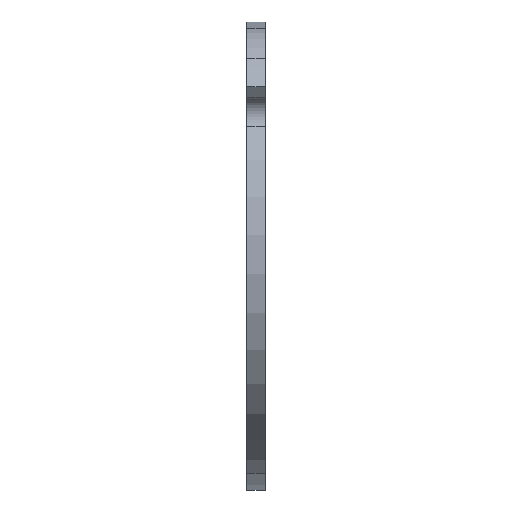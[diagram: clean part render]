
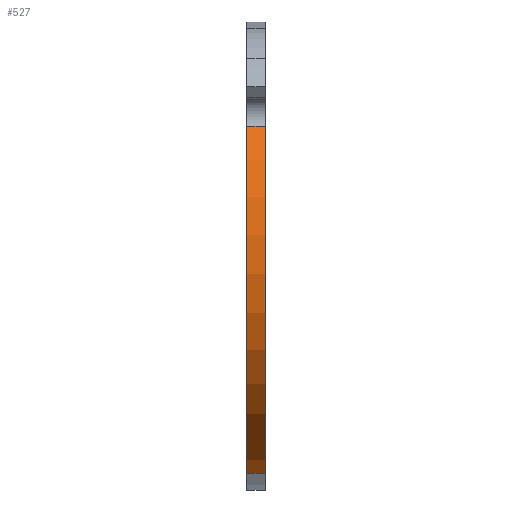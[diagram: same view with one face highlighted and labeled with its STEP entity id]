
A CAD part, front view. The second image highlights one B-rep face of the part: STEP entity #527.
In plain terms, the highlighted cylindrical face has radius 36 mm (diameter 72 mm), a partial arc.
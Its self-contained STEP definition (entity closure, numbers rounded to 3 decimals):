
#73 = PLANE('',#74);
#74 = AXIS2_PLACEMENT_3D('',#75,#76,#77);
#75 = CARTESIAN_POINT('',(37.,-10.,33.));
#76 = DIRECTION('',(1.,0.,0.));
#77 = DIRECTION('',(0.,-0.617,0.787)
  );
#128 = PLANE('',#129);
#129 = AXIS2_PLACEMENT_3D('',#130,#131,#132);
#130 = CARTESIAN_POINT('',(34.,-10.,33.));
#131 = DIRECTION('',(1.,0.,0.));
#132 = DIRECTION('',(0.,-0.617,0.787)
  );
#417 = CYLINDRICAL_SURFACE('',#418,3.);
#418 = AXIS2_PLACEMENT_3D('',#419,#420,#421);
#419 = CARTESIAN_POINT('',(34.,-41.885,55.457));
#420 = DIRECTION('',(-1.,0.,0.));
#421 = DIRECTION('',(0.,0.787,0.617));
#453 = EDGE_CURVE('',#454,#456,#458,.T.);
#454 = VERTEX_POINT('',#455);
#455 = CARTESIAN_POINT('',(34.,-39.432,53.73));
#456 = VERTEX_POINT('',#457);
#457 = CARTESIAN_POINT('',(37.,-39.432,53.73));
#458 = SURFACE_CURVE('',#459,(#463,#470),.PCURVE_S1.);
#459 = LINE('',#460,#461);
#460 = CARTESIAN_POINT('',(34.,-39.432,53.73));
#461 = VECTOR('',#462,1.);
#462 = DIRECTION('',(1.,0.,0.));
#463 = PCURVE('',#417,#464);
#464 = DEFINITIONAL_REPRESENTATION('',(#465),#469);
#465 = LINE('',#466,#467);
#466 = CARTESIAN_POINT('',(-5.005,0.));
#467 = VECTOR('',#468,1.);
#468 = DIRECTION('',(-0.,-1.));
#469 = ( GEOMETRIC_REPRESENTATION_CONTEXT(2) 
PARAMETRIC_REPRESENTATION_CONTEXT() REPRESENTATION_CONTEXT('2D SPACE',''
  ) );
#470 = PCURVE('',#471,#476);
#471 = CYLINDRICAL_SURFACE('',#472,36.);
#472 = AXIS2_PLACEMENT_3D('',#473,#474,#475);
#473 = CARTESIAN_POINT('',(34.,-10.,33.));
#474 = DIRECTION('',(-1.,0.,0.));
#475 = DIRECTION('',(0.,0.787,0.617));
#476 = DEFINITIONAL_REPRESENTATION('',(#477),#481);
#477 = LINE('',#478,#479);
#478 = CARTESIAN_POINT('',(-1.863,0.));
#479 = VECTOR('',#480,1.);
#480 = DIRECTION('',(-0.,-1.));
#481 = ( GEOMETRIC_REPRESENTATION_CONTEXT(2) 
PARAMETRIC_REPRESENTATION_CONTEXT() REPRESENTATION_CONTEXT('2D SPACE',''
  ) );
#527 = ADVANCED_FACE('',(#528),#471,.T.);
#528 = FACE_BOUND('',#529,.F.);
#529 = EDGE_LOOP('',(#530,#531,#555,#583));
#530 = ORIENTED_EDGE('',*,*,#453,.T.);
#531 = ORIENTED_EDGE('',*,*,#532,.T.);
#532 = EDGE_CURVE('',#456,#533,#535,.T.);
#533 = VERTEX_POINT('',#534);
#534 = CARTESIAN_POINT('',(37.,-19.734,-1.659));
#535 = SURFACE_CURVE('',#536,(#541,#548),.PCURVE_S1.);
#536 = CIRCLE('',#537,36.);
#537 = AXIS2_PLACEMENT_3D('',#538,#539,#540);
#538 = CARTESIAN_POINT('',(37.,-10.,33.));
#539 = DIRECTION('',(1.,0.,0.));
#540 = DIRECTION('',(0.,0.787,0.617));
#541 = PCURVE('',#471,#542);
#542 = DEFINITIONAL_REPRESENTATION('',(#543),#547);
#543 = LINE('',#544,#545);
#544 = CARTESIAN_POINT('',(-0.,-3.));
#545 = VECTOR('',#546,1.);
#546 = DIRECTION('',(-1.,0.));
#547 = ( GEOMETRIC_REPRESENTATION_CONTEXT(2) 
PARAMETRIC_REPRESENTATION_CONTEXT() REPRESENTATION_CONTEXT('2D SPACE',''
  ) );
#548 = PCURVE('',#73,#549);
#549 = DEFINITIONAL_REPRESENTATION('',(#550),#554);
#550 = CIRCLE('',#551,36.);
#551 = AXIS2_PLACEMENT_2D('',#552,#553);
#552 = CARTESIAN_POINT('',(0.,0.));
#553 = DIRECTION('',(0.,-1.));
#554 = ( GEOMETRIC_REPRESENTATION_CONTEXT(2) 
PARAMETRIC_REPRESENTATION_CONTEXT() REPRESENTATION_CONTEXT('2D SPACE',''
  ) );
#555 = ORIENTED_EDGE('',*,*,#556,.F.);
#556 = EDGE_CURVE('',#557,#533,#559,.T.);
#557 = VERTEX_POINT('',#558);
#558 = CARTESIAN_POINT('',(34.,-19.734,-1.659));
#559 = SURFACE_CURVE('',#560,(#564,#571),.PCURVE_S1.);
#560 = LINE('',#561,#562);
#561 = CARTESIAN_POINT('',(34.,-19.734,-1.659));
#562 = VECTOR('',#563,1.);
#563 = DIRECTION('',(1.,0.,0.));
#564 = PCURVE('',#471,#565);
#565 = DEFINITIONAL_REPRESENTATION('',(#566),#570);
#566 = LINE('',#567,#568);
#567 = CARTESIAN_POINT('',(-3.774,0.));
#568 = VECTOR('',#569,1.);
#569 = DIRECTION('',(-0.,-1.));
#570 = ( GEOMETRIC_REPRESENTATION_CONTEXT(2) 
PARAMETRIC_REPRESENTATION_CONTEXT() REPRESENTATION_CONTEXT('2D SPACE',''
  ) );
#571 = PCURVE('',#572,#577);
#572 = CYLINDRICAL_SURFACE('',#573,73.629);
#573 = AXIS2_PLACEMENT_3D('',#574,#575,#576);
#574 = CARTESIAN_POINT('',(34.,0.174,69.227));
#575 = DIRECTION('',(-1.,0.,0.));
#576 = DIRECTION('',(0.,0.787,0.617));
#577 = DEFINITIONAL_REPRESENTATION('',(#578),#582);
#578 = LINE('',#579,#580);
#579 = CARTESIAN_POINT('',(-3.774,0.));
#580 = VECTOR('',#581,1.);
#581 = DIRECTION('',(-0.,-1.));
#582 = ( GEOMETRIC_REPRESENTATION_CONTEXT(2) 
PARAMETRIC_REPRESENTATION_CONTEXT() REPRESENTATION_CONTEXT('2D SPACE',''
  ) );
#583 = ORIENTED_EDGE('',*,*,#584,.F.);
#584 = EDGE_CURVE('',#454,#557,#585,.T.);
#585 = SURFACE_CURVE('',#586,(#591,#598),.PCURVE_S1.);
#586 = CIRCLE('',#587,36.);
#587 = AXIS2_PLACEMENT_3D('',#588,#589,#590);
#588 = CARTESIAN_POINT('',(34.,-10.,33.));
#589 = DIRECTION('',(1.,0.,0.));
#590 = DIRECTION('',(0.,0.787,0.617));
#591 = PCURVE('',#471,#592);
#592 = DEFINITIONAL_REPRESENTATION('',(#593),#597);
#593 = LINE('',#594,#595);
#594 = CARTESIAN_POINT('',(-0.,0.));
#595 = VECTOR('',#596,1.);
#596 = DIRECTION('',(-1.,0.));
#597 = ( GEOMETRIC_REPRESENTATION_CONTEXT(2) 
PARAMETRIC_REPRESENTATION_CONTEXT() REPRESENTATION_CONTEXT('2D SPACE',''
  ) );
#598 = PCURVE('',#128,#599);
#599 = DEFINITIONAL_REPRESENTATION('',(#600),#604);
#600 = CIRCLE('',#601,36.);
#601 = AXIS2_PLACEMENT_2D('',#602,#603);
#602 = CARTESIAN_POINT('',(0.,0.));
#603 = DIRECTION('',(0.,-1.));
#604 = ( GEOMETRIC_REPRESENTATION_CONTEXT(2) 
PARAMETRIC_REPRESENTATION_CONTEXT() REPRESENTATION_CONTEXT('2D SPACE',''
  ) );
